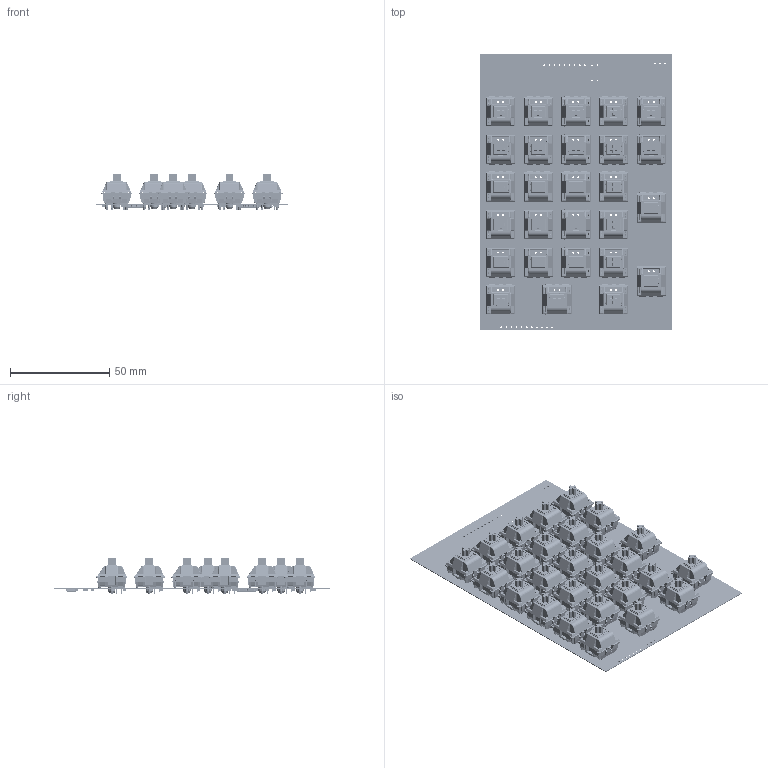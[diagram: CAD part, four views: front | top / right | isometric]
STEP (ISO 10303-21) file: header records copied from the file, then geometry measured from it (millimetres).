
FILE_DESCRIPTION(('Open CASCADE Model'),'2;1');
FILE_NAME('Open CASCADE Shape Model','2021-08-28T18:47:29',('Author'),( 'Open CASCADE'),'Open CASCADE STEP processor 6.8','Open CASCADE 6.8' ,'Unknown');
FILE_SCHEMA(('AUTOMOTIVE_DESIGN { 1 0 10303 214 1 1 1 1 }'));
Length unit declared in the file: millimetre
Products named in the file (141): PCB; Board; Open CASCADE STEP translator 6.8 1.1.1; U3; SOIC16_z90; Component1; Component2; Component3; Component4; Component5; Component6; Component7; Component8; Component9; Component10; Component11; Component12; Component13; Component14; Component15; Component16; Component17; 6075521888; Extruded; U2; U1; T23; 6102606432; T22; T21; T20; T19; T18; T17; T16; 6420362032; T15; T14; T13; T12 ...
Assembly tree (236 placements, depth 4):
  PCB
    Board
      Open CASCADE STEP translator 6.8 1.1.1
    U3
      SOIC16_z90
        Component1
        Component2
        Component3
        Component4
        Component5
        Component6
        Component7
        Component8
        Component9
        Component10
        Component11
        Component12
        Component13
        Component14
        Component15
        Component16
        Component17
      6075521888
        Extruded
    U2
      SOIC16_z90
        Component1
        Component2
        Component3
        Component4
        Component5
        Component6
        Component7
        Component8
        Component9
        Component10
        Component11
        Component12
        Component13
        Component14
        Component15
        Component16
        Component17
      6075521888
        Extruded
    U1
      SOIC16_z90
        Component1
        Component2
        Component3
        Component4
        Component5
        Component6
        Component7
        Component8
        Component9
        Component10
        Component11
        Component12
        Component13
Bounding box: 96.9 x 139.19 x 18.6 mm (x, y, z)
Volume: 32747.3 mm3; surface area: 115845 mm2
Topology: 315 solids, 315 shells, 26889 faces, 70563 edges, 44577 vertices
Faces by surface type: plane 16755, cylinder 7326, torus 972, bspline 864, sphere 702, cone 270
Full cylindrical faces by diameter (mm): 0.85 x4, 0.9 x23, 1.016 x108, 1.143 x54, 2 x54, 3.81 x27
Entity records: 61965 total; most frequent: CARTESIAN_POINT 18125, DIRECTION 8323, ORIENTED_EDGE 7986, EDGE_CURVE 3993, AXIS2_PLACEMENT_3D 2821, LINE 2681, VECTOR 2681, VERTEX_POINT 2571
